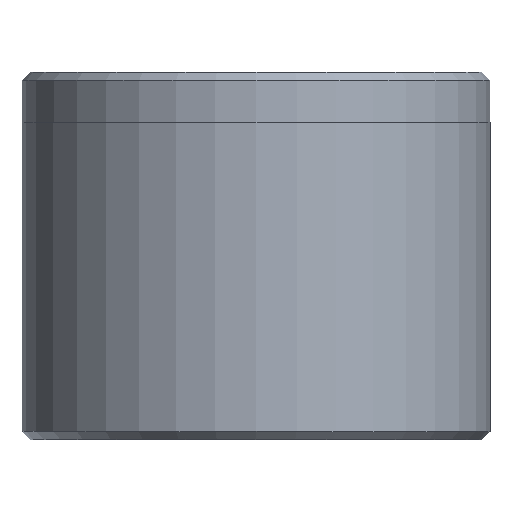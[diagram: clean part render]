
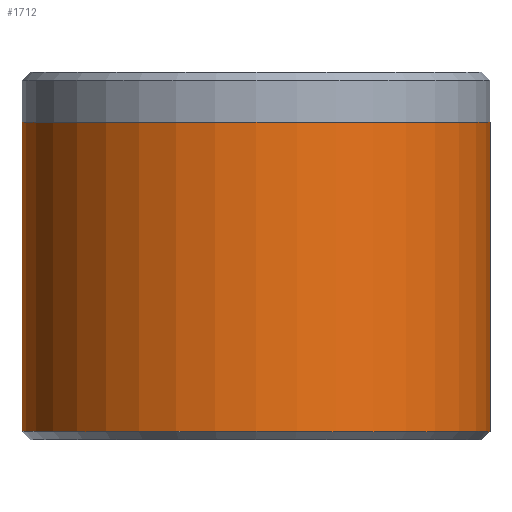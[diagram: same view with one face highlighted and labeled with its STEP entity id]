
A CAD part, front view. The second image highlights one B-rep face of the part: STEP entity #1712.
In plain terms, the highlighted cylindrical face has radius 14 mm (diameter 28 mm), a partial arc.
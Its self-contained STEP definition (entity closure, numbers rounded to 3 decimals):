
#18 = CARTESIAN_POINT ( 'NONE',  ( 0., 0., 22. ) ) ;
#25 = CARTESIAN_POINT ( 'NONE',  ( 0., 0., 0.5 ) ) ;
#54 = VERTEX_POINT ( 'NONE', #1798 ) ;
#61 = CIRCLE ( 'NONE', #2051, 14. ) ;
#96 = ORIENTED_EDGE ( 'NONE', *, *, #1633, .F. ) ;
#157 = LINE ( 'NONE', #1271, #575 ) ;
#205 = DIRECTION ( 'NONE',  ( 1., 0., 0. ) ) ;
#330 = CARTESIAN_POINT ( 'NONE',  ( 0., 0., 19. ) ) ;
#336 = CYLINDRICAL_SURFACE ( 'NONE', #777, 14. ) ;
#395 = FACE_OUTER_BOUND ( 'NONE', #2069, .T. ) ;
#481 = EDGE_CURVE ( 'NONE', #584, #54, #2024, .T. ) ;
#501 = DIRECTION ( 'NONE',  ( 1., 0., 0. ) ) ;
#575 = VECTOR ( 'NONE', #1293, 1000. ) ;
#584 = VERTEX_POINT ( 'NONE', #1467 ) ;
#634 = CARTESIAN_POINT ( 'NONE',  ( -14., 0., 22. ) ) ;
#720 = EDGE_CURVE ( 'NONE', #1311, #54, #157, .T. ) ;
#777 = AXIS2_PLACEMENT_3D ( 'NONE', #18, #895, #1455 ) ;
#803 = CARTESIAN_POINT ( 'NONE',  ( 14., 0., 19. ) ) ;
#895 = DIRECTION ( 'NONE',  ( 0., 0., -1. ) ) ;
#931 = LINE ( 'NONE', #634, #1893 ) ;
#991 = ORIENTED_EDGE ( 'NONE', *, *, #1568, .T. ) ;
#1059 = VERTEX_POINT ( 'NONE', #1457 ) ;
#1271 = CARTESIAN_POINT ( 'NONE',  ( 14., 0., 22. ) ) ;
#1279 = DIRECTION ( 'NONE',  ( 0., 0., 1. ) ) ;
#1290 = AXIS2_PLACEMENT_3D ( 'NONE', #25, #1279, #205 ) ;
#1293 = DIRECTION ( 'NONE',  ( 0., 0., -1. ) ) ;
#1311 = VERTEX_POINT ( 'NONE', #803 ) ;
#1413 = ORIENTED_EDGE ( 'NONE', *, *, #481, .T. ) ;
#1455 = DIRECTION ( 'NONE',  ( -1., 0., 0. ) ) ;
#1457 = CARTESIAN_POINT ( 'NONE',  ( -14., 0., 19. ) ) ;
#1467 = CARTESIAN_POINT ( 'NONE',  ( -14., 0., 0.5 ) ) ;
#1536 = ORIENTED_EDGE ( 'NONE', *, *, #720, .F. ) ;
#1568 = EDGE_CURVE ( 'NONE', #1059, #584, #931, .T. ) ;
#1591 = DIRECTION ( 'NONE',  ( 0., 0., 1. ) ) ;
#1633 = EDGE_CURVE ( 'NONE', #1059, #1311, #61, .T. ) ;
#1712 = ADVANCED_FACE ( 'NONE', ( #395 ), #336, .T. ) ;
#1798 = CARTESIAN_POINT ( 'NONE',  ( 14., 0., 0.5 ) ) ;
#1893 = VECTOR ( 'NONE', #1906, 1000. ) ;
#1906 = DIRECTION ( 'NONE',  ( 0., 0., -1. ) ) ;
#2024 = CIRCLE ( 'NONE', #1290, 14. ) ;
#2051 = AXIS2_PLACEMENT_3D ( 'NONE', #330, #1591, #501 ) ;
#2069 = EDGE_LOOP ( 'NONE', ( #1536, #96, #991, #1413 ) ) ;
